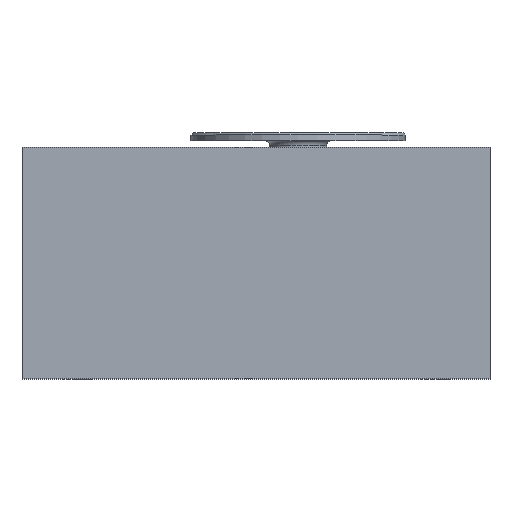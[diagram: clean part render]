
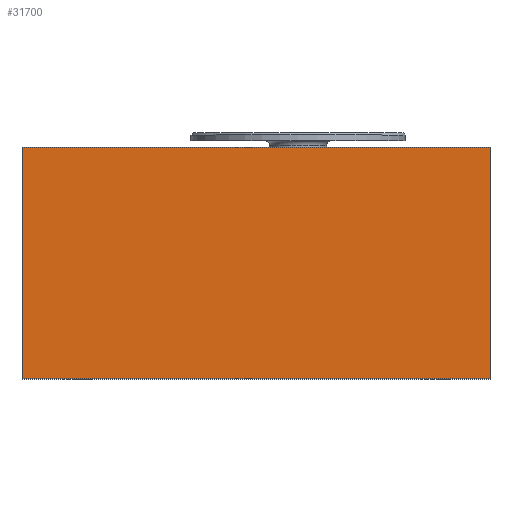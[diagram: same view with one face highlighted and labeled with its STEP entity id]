
A CAD part, top view. The second image highlights one B-rep face of the part: STEP entity #31700.
In plain terms, the highlighted planar face has unit normal (0, 0, 1).
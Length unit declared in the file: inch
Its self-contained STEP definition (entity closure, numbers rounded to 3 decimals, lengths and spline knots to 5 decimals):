
#1371=FACE_OUTER_BOUND('',#3153,.T.);
#3153=EDGE_LOOP('',(#20362,#20363,#20364,#20365));
#5013=LINE('',#44994,#8849);
#5019=LINE('',#45018,#8855);
#5023=LINE('',#45025,#8859);
#5025=LINE('',#45028,#8861);
#8849=VECTOR('',#36169,1.02);
#8855=VECTOR('',#36199,2.06);
#8859=VECTOR('',#36205,1.02);
#8861=VECTOR('',#36209,2.06);
#12685=VERTEX_POINT('',#44991);
#12686=VERTEX_POINT('',#44993);
#12692=VERTEX_POINT('',#45017);
#12694=VERTEX_POINT('',#45024);
#15624=EDGE_CURVE('',#12686,#12685,#5013,.T.);
#15634=EDGE_CURVE('',#12692,#12686,#5019,.T.);
#15638=EDGE_CURVE('',#12694,#12692,#5023,.T.);
#15640=EDGE_CURVE('',#12685,#12694,#5025,.T.);
#20362=ORIENTED_EDGE('',*,*,#15634,.T.);
#20363=ORIENTED_EDGE('',*,*,#15624,.T.);
#20364=ORIENTED_EDGE('',*,*,#15640,.T.);
#20365=ORIENTED_EDGE('',*,*,#15638,.T.);
#29365=PLANE('',#33503);
#31700=ADVANCED_FACE('',(#1371),#29365,.T.);
#33503=AXIS2_PLACEMENT_3D('',#45029,#36210,#36211);
#36169=DIRECTION('',(0.,-1.,0.));
#36199=DIRECTION('',(-1.,0.,0.));
#36205=DIRECTION('',(0.,1.,0.));
#36209=DIRECTION('',(1.,0.,0.));
#36210=DIRECTION('center_axis',(0.,0.,1.));
#36211=DIRECTION('ref_axis',(1.,0.,0.));
#44991=CARTESIAN_POINT('',(-2.06,-1.02,0.96));
#44993=CARTESIAN_POINT('',(-2.06,0.,0.96));
#44994=CARTESIAN_POINT('',(-2.06,0.,0.96));
#45017=CARTESIAN_POINT('',(0.,0.,0.96));
#45018=CARTESIAN_POINT('',(0.,0.,0.96));
#45024=CARTESIAN_POINT('',(0.,-1.02,0.96));
#45025=CARTESIAN_POINT('',(0.,-1.02,0.96));
#45028=CARTESIAN_POINT('',(-2.06,-1.02,0.96));
#45029=CARTESIAN_POINT('Origin',(-1.03,-0.51,0.96));
